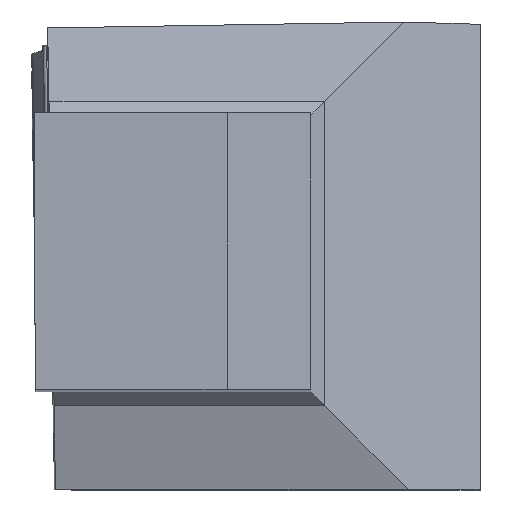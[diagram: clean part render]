
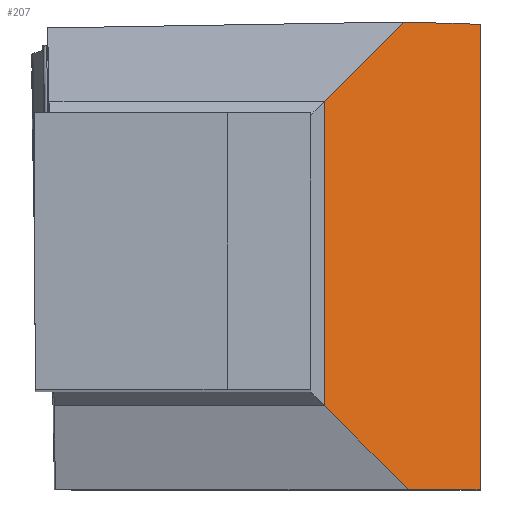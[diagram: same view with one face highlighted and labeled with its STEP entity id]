
A CAD part, top view. The second image highlights one B-rep face of the part: STEP entity #207.
In plain terms, the highlighted planar face has unit normal (0.259, 0, 0.966).
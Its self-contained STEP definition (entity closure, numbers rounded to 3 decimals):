
#207=ADVANCED_FACE('SHANK_NECK_OUTSIDE',(#327),#259,.F.);
#259=PLANE('',#1647);
#327=FACE_OUTER_BOUND('',#405,.T.);
#405=EDGE_LOOP('',(#775,#776,#777,#778,#779,#780));
#775=ORIENTED_EDGE('',*,*,#1119,.F.);
#776=ORIENTED_EDGE('',*,*,#1113,.T.);
#777=ORIENTED_EDGE('',*,*,#1133,.F.);
#778=ORIENTED_EDGE('',*,*,#1141,.F.);
#779=ORIENTED_EDGE('',*,*,#1135,.T.);
#780=ORIENTED_EDGE('',*,*,#1105,.F.);
#928=VERTEX_POINT('',#2541);
#929=VERTEX_POINT('',#2543);
#936=VERTEX_POINT('',#2558);
#937=VERTEX_POINT('',#2560);
#943=VERTEX_POINT('',#2581);
#950=VERTEX_POINT('',#2595);
#1105=EDGE_CURVE('',#928,#929,#1263,.T.);
#1113=EDGE_CURVE('',#937,#936,#1271,.T.);
#1119=EDGE_CURVE('',#937,#928,#1277,.T.);
#1133=EDGE_CURVE('',#943,#936,#1291,.T.);
#1135=EDGE_CURVE('',#950,#929,#1293,.T.);
#1141=EDGE_CURVE('',#950,#943,#1299,.T.);
#1263=LINE('',#2542,#1421);
#1271=LINE('',#2559,#1429);
#1277=LINE('',#2570,#1435);
#1291=LINE('',#2599,#1449);
#1293=LINE('',#2602,#1451);
#1299=LINE('',#2614,#1457);
#1421=VECTOR('',#1953,1.);
#1429=VECTOR('',#1963,1.);
#1435=VECTOR('',#1971,1.);
#1449=VECTOR('',#1995,1.);
#1451=VECTOR('',#1999,1.);
#1457=VECTOR('',#2009,1.);
#1647=AXIS2_PLACEMENT_3D('',#2629,#2023,#2024);
#1953=DIRECTION('',(-0.966,0.,0.259));
#1963=DIRECTION('',(-0.966,0.029,0.259));
#1971=DIRECTION('',(0.,-1.,0.));
#1995=DIRECTION('',(0.695,0.695,-0.186));
#1999=DIRECTION('',(0.695,-0.695,-0.186));
#2009=DIRECTION('',(0.,1.,0.));
#2023=DIRECTION('',(-0.259,0.,-0.966));
#2024=DIRECTION('',(-0.966,0.,0.259));
#2541=CARTESIAN_POINT('',(6.075,-3.5,-52.189));
#2542=CARTESIAN_POINT('',(10.528,-3.5,-53.382));
#2543=CARTESIAN_POINT('',(3.5,-3.5,-51.499));
#2558=CARTESIAN_POINT('',(3.344,13.269,-51.457));
#2559=CARTESIAN_POINT('',(-1.073,13.401,-50.274));
#2560=CARTESIAN_POINT('',(6.075,13.188,-52.189));
#2570=CARTESIAN_POINT('',(6.075,19.85,-52.189));
#2581=CARTESIAN_POINT('',(0.5,10.425,-50.695));
#2595=CARTESIAN_POINT('',(0.5,-0.5,-50.695));
#2599=CARTESIAN_POINT('',(-33.528,-23.603,-41.577));
#2602=CARTESIAN_POINT('',(-33.528,33.528,-41.577));
#2614=CARTESIAN_POINT('',(0.5,70.,-50.695));
#2629=CARTESIAN_POINT('',(0.5,70.,-50.695));
